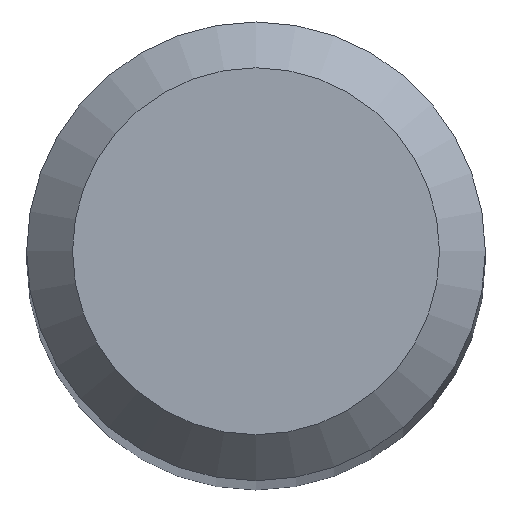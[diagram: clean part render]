
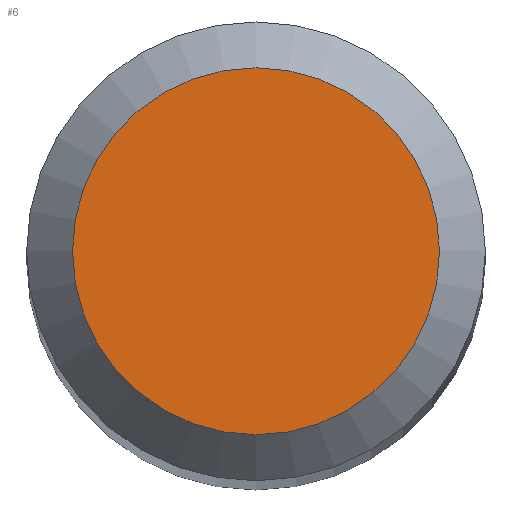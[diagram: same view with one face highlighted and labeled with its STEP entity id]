
A CAD part, top view. The second image highlights one B-rep face of the part: STEP entity #6.
In plain terms, the highlighted planar face has unit normal (0, 0, 1).
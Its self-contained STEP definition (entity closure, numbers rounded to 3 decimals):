
#6 = ADVANCED_FACE ( 'NONE', ( #25 ), #163, .F. ) ;
#25 = FACE_OUTER_BOUND ( 'NONE', #143, .T. ) ;
#47 = DIRECTION ( 'NONE',  ( 0., 1., 0. ) ) ;
#68 = CARTESIAN_POINT ( 'NONE',  ( 0., 0., 38. ) ) ;
#70 = EDGE_CURVE ( 'NONE', #146, #146, #156, .T. ) ;
#74 = DIRECTION ( 'NONE',  ( 0., 1., 0. ) ) ;
#99 = ORIENTED_EDGE ( 'NONE', *, *, #70, .F. ) ;
#106 = AXIS2_PLACEMENT_3D ( 'NONE', #118, #150, #74 ) ;
#118 = CARTESIAN_POINT ( 'NONE',  ( 0., 0., 38. ) ) ;
#125 = DIRECTION ( 'NONE',  ( 0., 0., -1. ) ) ;
#138 = AXIS2_PLACEMENT_3D ( 'NONE', #68, #125, #47 ) ;
#143 = EDGE_LOOP ( 'NONE', ( #99 ) ) ;
#146 = VERTEX_POINT ( 'NONE', #147 ) ;
#147 = CARTESIAN_POINT ( 'NONE',  ( 0., 1.2, 38. ) ) ;
#150 = DIRECTION ( 'NONE',  ( 0., 0., -1. ) ) ;
#156 = CIRCLE ( 'NONE', #138, 1.2 ) ;
#163 = PLANE ( 'NONE',  #106 ) ;
